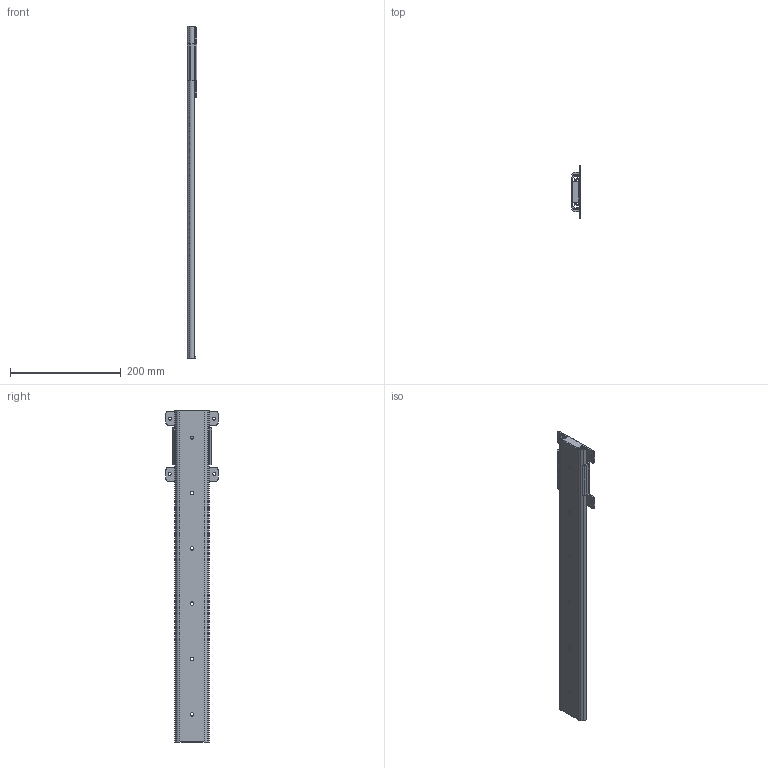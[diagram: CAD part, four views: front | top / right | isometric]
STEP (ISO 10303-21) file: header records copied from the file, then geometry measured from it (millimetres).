
FILE_DESCRIPTION (( 'STEP AP203' ), '1' );
FILE_NAME ('6315-600.STEP', '2020-06-19T04:03:13', ( '' ), ( '' ), 'SwSTEP 2.0', 'SolidWorks 2019', '' );
FILE_SCHEMA (( 'CONFIG_CONTROL_DESIGN' ));
Length unit declared in the file: millimetre
Products named in the file (4): IMプレート; OM 6315-600; IM6315; 6315-600
Assembly tree (3 placements, depth 2):
  6315-600
    OM 6315-600
    IM6315
    IMプレート
Bounding box: 18 x 94 x 600 mm (x, y, z)
Volume: 147130.2 mm3; surface area: 141582.8 mm2
Topology: 3 solids, 3 shells, 178 faces, 492 edges, 324 vertices
Faces by surface type: cylinder 88, plane 86, torus 4
Entity records: 6326 total; most frequent: CARTESIAN_POINT 1200, DIRECTION 1012, ORIENTED_EDGE 984, EDGE_CURVE 492, AXIS2_PLACEMENT_3D 360, VERTEX_POINT 324, LINE 292, VECTOR 292
